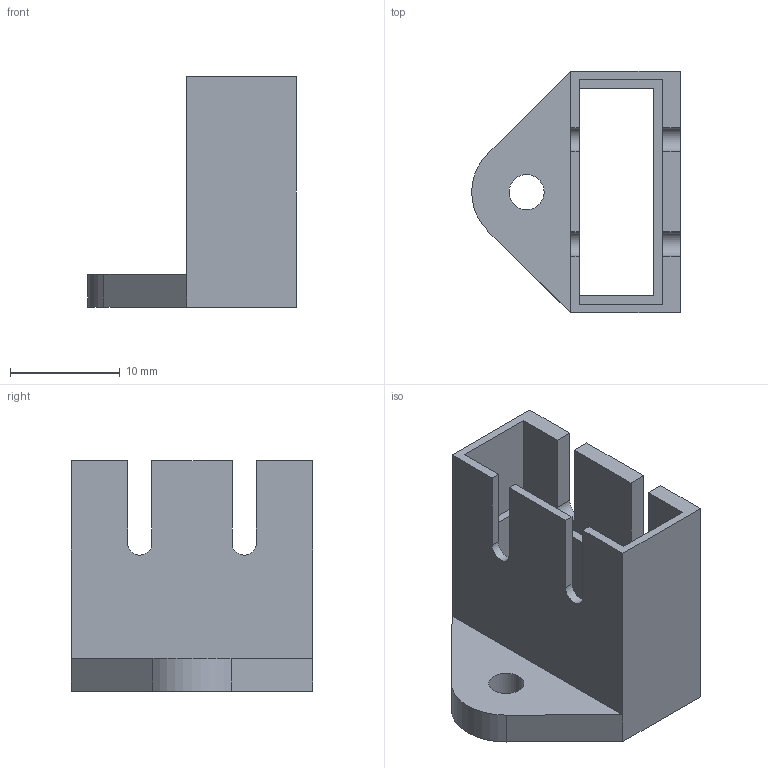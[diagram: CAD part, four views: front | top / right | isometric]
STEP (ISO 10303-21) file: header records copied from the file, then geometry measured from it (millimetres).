
FILE_DESCRIPTION(/* description */ (''),/* implementation_level */ '2;1');
FILE_NAME(/* name */ 'Z max endstop holder.stp',/* time_stamp */ '2016-12-28T17:06:43-06:00',/* author */ (''),/* organization */ (''),/* preprocessor_version */ 'ST-DEVELOPER v16.5',/* originating_system */ 'Autodesk Translation Framework v5.2.0.2920',/* authorisation */ '');
FILE_SCHEMA (('AUTOMOTIVE_DESIGN { 1 0 10303 214 3 1 1 }'));
Length unit declared in the file: millimetre
Products named in the file (1): Z max endstop mount
Bounding box: 19 x 22 x 21 mm (x, y, z)
Volume: 1913.1 mm3; surface area: 2849 mm2
Topology: 1 solids, 1 shells, 34 faces, 97 edges, 64 vertices
Faces by surface type: plane 28, cylinder 6
Full cylindrical faces by diameter (mm): 3.2 x1
Entity records: 1122 total; most frequent: CARTESIAN_POINT 195, ORIENTED_EDGE 192, DIRECTION 178, EDGE_CURVE 96, LINE 84, VECTOR 84, VERTEX_POINT 64, AXIS2_PLACEMENT_3D 47
